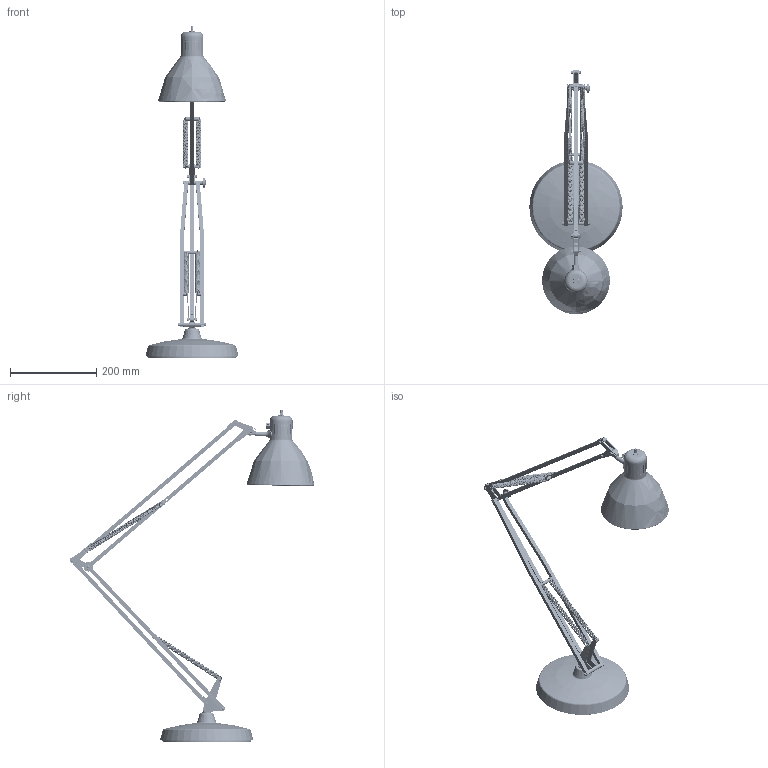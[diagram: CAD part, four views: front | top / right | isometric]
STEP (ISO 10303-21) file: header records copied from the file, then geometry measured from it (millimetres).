
FILE_DESCRIPTION(/* description */ (''),/* implementation_level */ '2;1');
FILE_NAME(/* name */ 'F810010xxxxxNE.stp',/* time_stamp */ '2020-01-23T11:36:46+01:00',/* author */ ('sghezzi'),/* organization */ (''),/* preprocessor_version */ 'ST-DEVELOPER v17.2',/* originating_system */ 'Autodesk Inventor 2019',/* authorisation */ '');
FILE_SCHEMA (('AUTOMOTIVE_DESIGN { 1 0 10303 214 3 1 1 }'));
Products named in the file (54): Assieme5; 8000; 007800010; 007800012; 007800005; 007800037; 065007300; 007800008; 007800007; 007800021; 062006000; 007800040; 007800026; 007800044; 003800000; 007800017; 007800042; 007800016; 007800002; 007800004; 007800013; 007800019; 007800024; 007800022; 007800003; 007800048-1; 007800048; 007800018; 007800000; 007800047; 007800015; 007800014; 007800009; 065007481; 007800046; 007800028; 007800124; 006600075; 005800000; 007800031 ...
Assembly tree (78 placements, depth 3):
  Assieme5
    8000
      007800010
      007800012  x2
      007800005
      007800037  x2
      007800020  x6
      065007300  x2
      007800008  x2
      007800007  x2
      007800021
      062006000
      007800006  x3
      007800040
      007800013  x3
      003800000  x4
      007800026  x2
      007800044
      007800017
      007800016  x4
      007800042
      007800002  x2
      007800004
      007800019
      007800024
      007800022
      007800003  x2
      007800048  x2
      007800048-1  x2
      007800018
      007800000
      007800047
      007800015
      007800014
      007800009
      065007481
      007800046
      007800028
      007800124
      006600075
      005800000
      007800031
      065100705
      060009000
      063022100
      050026000
      006800000
    8100
      007081003
      007810000
      003800070
      003810000
      007810006
      003532008
Bounding box: 216.69 x 568.44 x 771.14 mm (x, y, z)
Volume: 1347745.8 mm3; surface area: 640256 mm2
Topology: 92 solids, 92 shells, 1566 faces, 4212 edges, 2867 vertices
Faces by surface type: plane 884, cylinder 521, torus 61, cone 57, bspline 26, sphere 17
Full cylindrical faces by diameter (mm): 1.5 x32, 3 x2, 3.1 x2, 3.5 x3, 3.6 x6, 4 x29, 4.15 x1, 4.2 x9, 4.4 x2, 4.5 x2, 4.9 x2, 4.917 x1, 5 x25, 5.2 x20, 5.4 x3, 5.9 x2, 6 x10, 6.4 x1, 7 x5, 7.2 x1, 8 x17, 8.376 x1, 8.8 x1, 8.917 x1, 9 x3, 9.5 x1, 9.8 x1, 10 x7, 10.5 x1, 10.8 x1
Entity records: 66641 total; most frequent: CARTESIAN_POINT 31892, DIRECTION 7309, ORIENTED_EDGE 6396, EDGE_CURVE 3198, AXIS2_PLACEMENT_3D 2962, VERTEX_POINT 2145, CIRCLE 1607, EDGE_LOOP 1423
